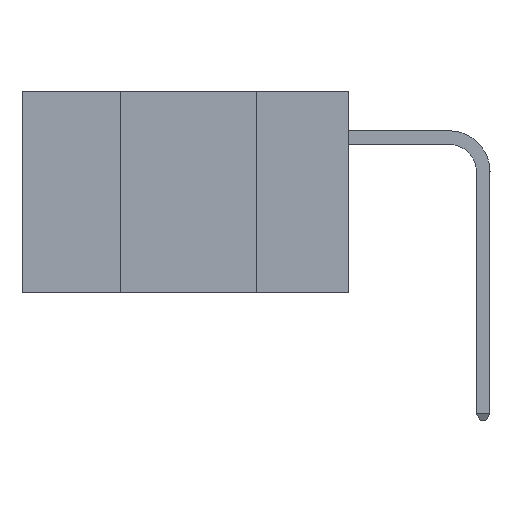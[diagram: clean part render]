
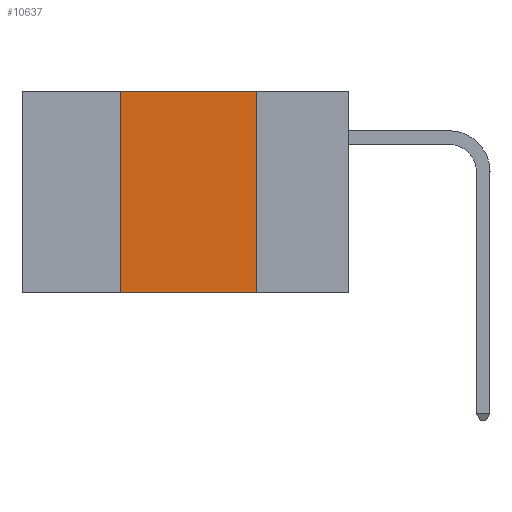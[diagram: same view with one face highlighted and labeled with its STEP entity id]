
A CAD part, left-side view. The second image highlights one B-rep face of the part: STEP entity #10637.
In plain terms, the highlighted planar face has unit normal (-1, 0, 0).
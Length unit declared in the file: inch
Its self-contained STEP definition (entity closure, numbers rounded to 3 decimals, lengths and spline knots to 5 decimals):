
#9 = CARTESIAN_POINT ( 'NONE',  ( 0., 0.42, -0.37 ) ) ;
#65 = DIRECTION ( 'NONE',  ( 0., 0., -1. ) ) ;
#823 = VECTOR ( 'NONE', #27002, 39.37008 ) ;
#2488 = CARTESIAN_POINT ( 'NONE',  ( 0., 0.6, 0. ) ) ;
#3890 = LINE ( 'NONE', #9743, #26177 ) ;
#3971 = VERTEX_POINT ( 'NONE', #9614 ) ;
#3994 = AXIS2_PLACEMENT_3D ( 'NONE', #2488, #5456, #25785 ) ;
#4153 = VECTOR ( 'NONE', #13891, 39.37008 ) ;
#4352 = ORIENTED_EDGE ( 'NONE', *, *, #6130, .F. ) ;
#5456 = DIRECTION ( 'NONE',  ( 1., 0., 0. ) ) ;
#6130 = EDGE_CURVE ( 'NONE', #30276, #28004, #8636, .T. ) ;
#7307 = ORIENTED_EDGE ( 'NONE', *, *, #25154, .F. ) ;
#7688 = ORIENTED_EDGE ( 'NONE', *, *, #15921, .F. ) ;
#8636 = LINE ( 'NONE', #24099, #823 ) ;
#9614 = CARTESIAN_POINT ( 'NONE',  ( 0., 0.17, 0. ) ) ;
#9743 = CARTESIAN_POINT ( 'NONE',  ( 0., 0.6, -0.37 ) ) ;
#10637 = ADVANCED_FACE ( 'NONE', ( #18564 ), #20037, .F. ) ;
#12684 = DIRECTION ( 'NONE',  ( 0., -1., 0. ) ) ;
#13891 = DIRECTION ( 'NONE',  ( 0., -1., 0. ) ) ;
#14693 = CARTESIAN_POINT ( 'NONE',  ( 0., 0.17, 0. ) ) ;
#15921 = EDGE_CURVE ( 'NONE', #3971, #23966, #32608, .T. ) ;
#18564 = FACE_OUTER_BOUND ( 'NONE', #35453, .T. ) ;
#19730 = LINE ( 'NONE', #22616, #4153 ) ;
#20037 = PLANE ( 'NONE',  #3994 ) ;
#22013 = CARTESIAN_POINT ( 'NONE',  ( 0., 0.17, -0.37 ) ) ;
#22616 = CARTESIAN_POINT ( 'NONE',  ( 0., 0.6, 0. ) ) ;
#23199 = VECTOR ( 'NONE', #65, 39.37008 ) ;
#23966 = VERTEX_POINT ( 'NONE', #22013 ) ;
#24099 = CARTESIAN_POINT ( 'NONE',  ( 0., 0.42, 0. ) ) ;
#25154 = EDGE_CURVE ( 'NONE', #28004, #3971, #19730, .T. ) ;
#25785 = DIRECTION ( 'NONE',  ( 0., 0., -1. ) ) ;
#26177 = VECTOR ( 'NONE', #12684, 39.37008 ) ;
#27002 = DIRECTION ( 'NONE',  ( 0., 0., 1. ) ) ;
#27755 = CARTESIAN_POINT ( 'NONE',  ( 0., 0.42, 0. ) ) ;
#28004 = VERTEX_POINT ( 'NONE', #27755 ) ;
#30276 = VERTEX_POINT ( 'NONE', #9 ) ;
#30743 = ORIENTED_EDGE ( 'NONE', *, *, #35893, .T. ) ;
#32608 = LINE ( 'NONE', #14693, #23199 ) ;
#35453 = EDGE_LOOP ( 'NONE', ( #7688, #7307, #4352, #30743 ) ) ;
#35893 = EDGE_CURVE ( 'NONE', #30276, #23966, #3890, .T. ) ;
